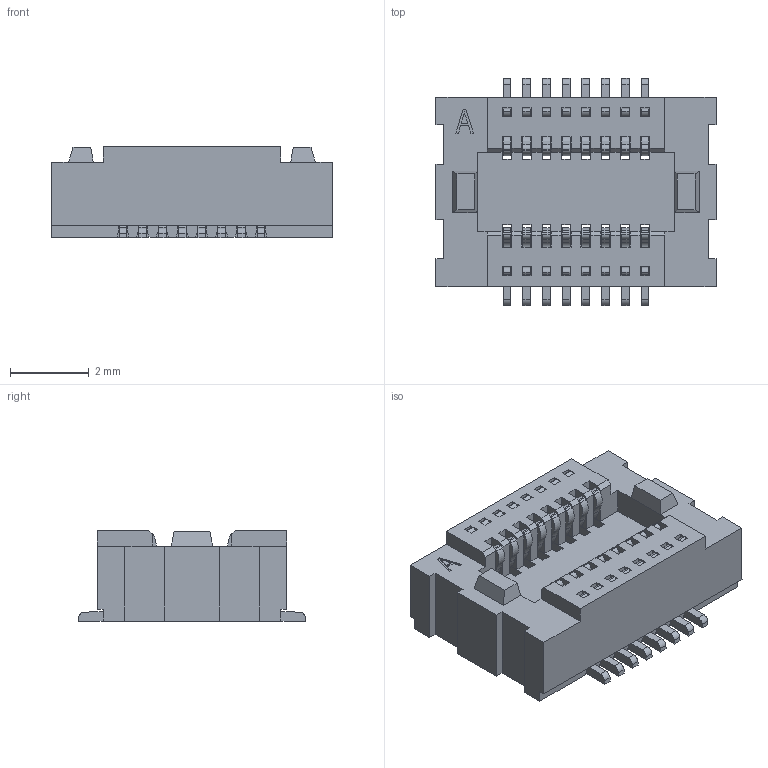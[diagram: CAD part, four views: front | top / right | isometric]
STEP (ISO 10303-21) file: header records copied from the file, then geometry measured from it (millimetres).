
FILE_DESCRIPTION((''),'2;1');
FILE_NAME('FBB05001-F16_REF','2021-05-18T',('gongcheng6'),(''),'PRO/ENGINEER BY PARAMETRIC TECHNOLOGY CORPORATION, 2010280','PRO/ENGINEER BY PARAMETRIC TECHNOLOGY CORPORATION, 2010280','');
FILE_SCHEMA(('CONFIG_CONTROL_DESIGN'));
Length unit declared in the file: millimetre
Products named in the file (1): FBB05001-F16_REF
Bounding box: 7.1 x 5.76 x 2.31 mm (x, y, z)
Volume: 57.2 mm3; surface area: 276.8 mm2
Topology: 1 solids, 1 shells, 947 faces, 3161 edges, 2106 vertices
Faces by surface type: plane 563, cylinder 384
Entity records: 34973 total; most frequent: CARTESIAN_POINT 6358, ORIENTED_EDGE 6322, DIRECTION 5855, EDGE_CURVE 3161, VECTOR 2297, LINE 2297, VERTEX_POINT 2106, AXIS2_PLACEMENT_3D 1779
